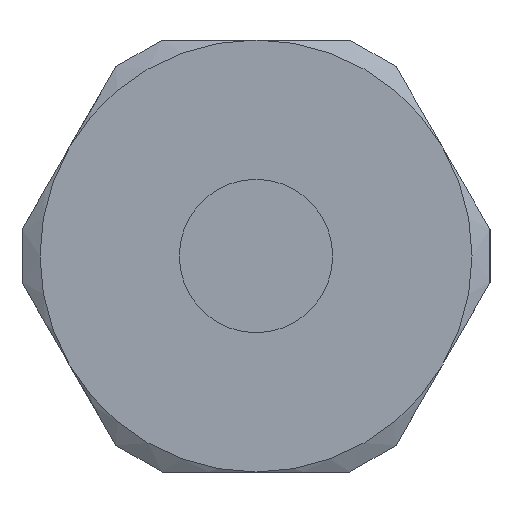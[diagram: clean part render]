
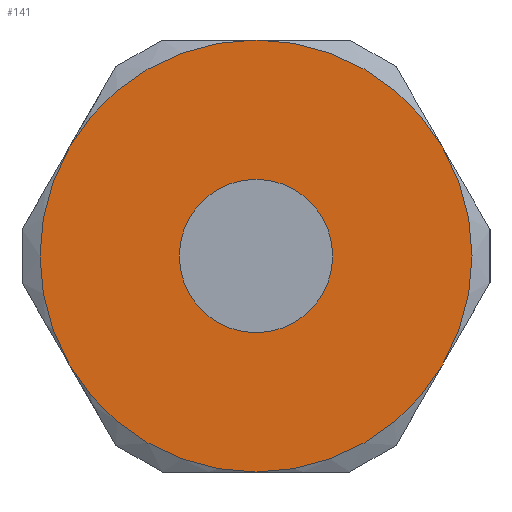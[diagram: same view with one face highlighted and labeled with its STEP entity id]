
A CAD part, left-side view. The second image highlights one B-rep face of the part: STEP entity #141.
In plain terms, the highlighted planar face has unit normal (-1, 0, 0).
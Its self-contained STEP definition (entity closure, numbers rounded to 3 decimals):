
#141 = ADVANCED_FACE( '', ( #295, #296 ), #297, .F. );
#295 = FACE_OUTER_BOUND( '', #481, .T. );
#296 = FACE_BOUND( '', #482, .T. );
#297 = PLANE( '', #483 );
#481 = EDGE_LOOP( '', ( #714, #715, #716, #717, #718, #719 ) );
#482 = EDGE_LOOP( '', ( #720 ) );
#483 = AXIS2_PLACEMENT_3D( '', #721, #722, #723 );
#714 = ORIENTED_EDGE( '', *, *, #1124, .F. );
#715 = ORIENTED_EDGE( '', *, *, #1125, .F. );
#716 = ORIENTED_EDGE( '', *, *, #1126, .F. );
#717 = ORIENTED_EDGE( '', *, *, #1087, .F. );
#718 = ORIENTED_EDGE( '', *, *, #1127, .F. );
#719 = ORIENTED_EDGE( '', *, *, #1128, .F. );
#720 = ORIENTED_EDGE( '', *, *, #1129, .T. );
#721 = CARTESIAN_POINT( '', ( 0., 0., 0. ) );
#722 = DIRECTION( '', ( 1., 0., 0. ) );
#723 = DIRECTION( '', ( 0., 0., -1. ) );
#1087 = EDGE_CURVE( '', #1273, #1274, #1275, .T. );
#1124 = EDGE_CURVE( '', #1336, #1263, #1337, .T. );
#1125 = EDGE_CURVE( '', #1338, #1336, #1339, .T. );
#1126 = EDGE_CURVE( '', #1274, #1338, #1340, .T. );
#1127 = EDGE_CURVE( '', #1341, #1273, #1342, .T. );
#1128 = EDGE_CURVE( '', #1263, #1341, #1343, .T. );
#1129 = EDGE_CURVE( '', #1344, #1344, #1345, .T. );
#1263 = VERTEX_POINT( '', #1549 );
#1273 = VERTEX_POINT( '', #1594 );
#1274 = VERTEX_POINT( '', #1595 );
#1275 = CIRCLE( '', #1596, 15. );
#1336 = VERTEX_POINT( '', #1749 );
#1337 = CIRCLE( '', #1750, 15. );
#1338 = VERTEX_POINT( '', #1751 );
#1339 = CIRCLE( '', #1752, 15. );
#1340 = CIRCLE( '', #1753, 15. );
#1341 = VERTEX_POINT( '', #1754 );
#1342 = CIRCLE( '', #1755, 15. );
#1343 = CIRCLE( '', #1756, 15. );
#1344 = VERTEX_POINT( '', #1757 );
#1345 = CIRCLE( '', #1758, 5.324 );
#1549 = CARTESIAN_POINT( '', ( 0., 12.99, 7.5 ) );
#1594 = CARTESIAN_POINT( '', ( 0., -12.99, 7.5 ) );
#1595 = CARTESIAN_POINT( '', ( 0., -12.99, -7.5 ) );
#1596 = AXIS2_PLACEMENT_3D( '', #2083, #2084, #2085 );
#1749 = CARTESIAN_POINT( '', ( 0., 12.99, -7.5 ) );
#1750 = AXIS2_PLACEMENT_3D( '', #2107, #2108, #2109 );
#1751 = CARTESIAN_POINT( '', ( 0., 0., -15. ) );
#1752 = AXIS2_PLACEMENT_3D( '', #2110, #2111, #2112 );
#1753 = AXIS2_PLACEMENT_3D( '', #2113, #2114, #2115 );
#1754 = CARTESIAN_POINT( '', ( 0., 0., 15. ) );
#1755 = AXIS2_PLACEMENT_3D( '', #2116, #2117, #2118 );
#1756 = AXIS2_PLACEMENT_3D( '', #2119, #2120, #2121 );
#1757 = CARTESIAN_POINT( '', ( 0., 0., -5.324 ) );
#1758 = AXIS2_PLACEMENT_3D( '', #2122, #2123, #2124 );
#2083 = CARTESIAN_POINT( '', ( 0., 0., 0. ) );
#2084 = DIRECTION( '', ( 1., 0., 0. ) );
#2085 = DIRECTION( '', ( 0., 0., -1. ) );
#2107 = CARTESIAN_POINT( '', ( 0., 0., 0. ) );
#2108 = DIRECTION( '', ( 1., 0., 0. ) );
#2109 = DIRECTION( '', ( 0., 0., -1. ) );
#2110 = CARTESIAN_POINT( '', ( 0., 0., 0. ) );
#2111 = DIRECTION( '', ( 1., 0., 0. ) );
#2112 = DIRECTION( '', ( 0., 0., -1. ) );
#2113 = CARTESIAN_POINT( '', ( 0., 0., 0. ) );
#2114 = DIRECTION( '', ( 1., 0., 0. ) );
#2115 = DIRECTION( '', ( 0., 0., -1. ) );
#2116 = CARTESIAN_POINT( '', ( 0., 0., 0. ) );
#2117 = DIRECTION( '', ( 1., 0., 0. ) );
#2118 = DIRECTION( '', ( 0., 0., -1. ) );
#2119 = CARTESIAN_POINT( '', ( 0., 0., 0. ) );
#2120 = DIRECTION( '', ( 1., 0., 0. ) );
#2121 = DIRECTION( '', ( 0., 0., -1. ) );
#2122 = CARTESIAN_POINT( '', ( 0., 0., 0. ) );
#2123 = DIRECTION( '', ( 1., 0., 0. ) );
#2124 = DIRECTION( '', ( 0., 0., -1. ) );
